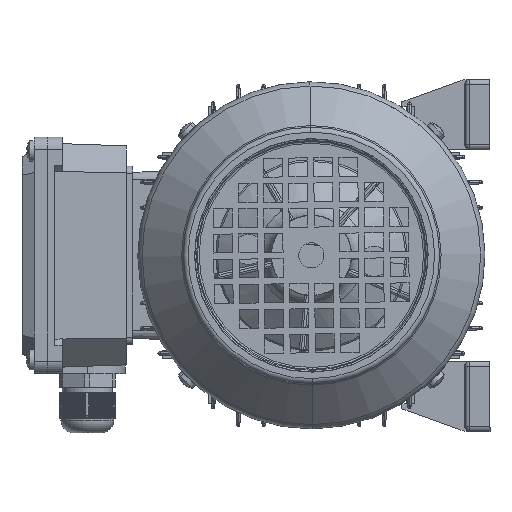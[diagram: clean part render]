
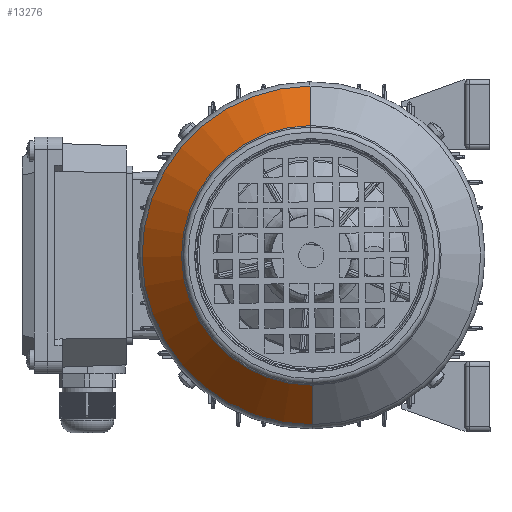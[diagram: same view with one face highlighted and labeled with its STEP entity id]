
A CAD part, left-side view. The second image highlights one B-rep face of the part: STEP entity #13276.
In plain terms, the highlighted conical face has half-angle 45 degrees and reference radius 51.586 mm.
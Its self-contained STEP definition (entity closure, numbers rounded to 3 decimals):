
#7743 = ORIENTED_EDGE ( 'NONE', *, *, #13198, .T. ) ;
#12754 = VERTEX_POINT ( 'NONE', #73211 ) ;
#12756 = VERTEX_POINT ( 'NONE', #73200 ) ;
#13053 = VERTEX_POINT ( 'NONE', #74372 ) ;
#13096 = EDGE_LOOP ( 'NONE', ( #13279, #7743, #13205, #13214 ) ) ;
#13187 = EDGE_CURVE ( 'NONE', #12756, #12754, #74937, .T. ) ;
#13198 = EDGE_CURVE ( 'NONE', #12754, #13053, #74863, .T. ) ;
#13205 = ORIENTED_EDGE ( 'NONE', *, *, #13207, .F. ) ;
#13207 = EDGE_CURVE ( 'NONE', #13211, #13053, #74846, .T. ) ;
#13211 = VERTEX_POINT ( 'NONE', #75020 ) ;
#13214 = ORIENTED_EDGE ( 'NONE', *, *, #13216, .F. ) ;
#13216 = EDGE_CURVE ( 'NONE', #12756, #13211, #75015, .T. ) ;
#13276 = ADVANCED_FACE ( 'NONE', ( #75212 ), #75199, .T. ) ;
#13279 = ORIENTED_EDGE ( 'NONE', *, *, #13187, .T. ) ;
#73200 = CARTESIAN_POINT ( 'NONE',  ( 69.414, 0., 51.586 ) ) ;
#73211 = CARTESIAN_POINT ( 'NONE',  ( 69.414, 0., -51.586 ) ) ;
#74372 = CARTESIAN_POINT ( 'NONE',  ( 53.713, 0., -67.287 ) ) ;
#74846 = CIRCLE ( 'NONE', #75030, 67.287 ) ;
#74857 = DIRECTION ( 'NONE',  ( -0.707, 0., -0.707 ) ) ;
#74858 = VECTOR ( 'NONE', #74857, 1000. ) ;
#74860 = CARTESIAN_POINT ( 'NONE',  ( 69.414, 0., -51.586 ) ) ;
#74863 = LINE ( 'NONE', #74860, #74858 ) ;
#74927 = DIRECTION ( 'NONE',  ( 0., 0., 1. ) ) ;
#74929 = DIRECTION ( 'NONE',  ( -1., 0., 0. ) ) ;
#74930 = CARTESIAN_POINT ( 'NONE',  ( 69.414, 0., 0. ) ) ;
#74932 = AXIS2_PLACEMENT_3D ( 'NONE', #74930, #74929, #74927 ) ;
#74937 = CIRCLE ( 'NONE', #74932, 51.586 ) ;
#75008 = DIRECTION ( 'NONE',  ( -0.707, 0., 0.707 ) ) ;
#75010 = VECTOR ( 'NONE', #75008, 1000. ) ;
#75012 = CARTESIAN_POINT ( 'NONE',  ( 69.414, 0., 51.586 ) ) ;
#75015 = LINE ( 'NONE', #75012, #75010 ) ;
#75020 = CARTESIAN_POINT ( 'NONE',  ( 53.713, 0., 67.287 ) ) ;
#75023 = DIRECTION ( 'NONE',  ( 0., 0., 1. ) ) ;
#75026 = DIRECTION ( 'NONE',  ( -1., 0., 0. ) ) ;
#75028 = CARTESIAN_POINT ( 'NONE',  ( 53.713, 0., 0. ) ) ;
#75030 = AXIS2_PLACEMENT_3D ( 'NONE', #75028, #75026, #75023 ) ;
#75183 = DIRECTION ( 'NONE',  ( 0., 0., 1. ) ) ;
#75185 = DIRECTION ( 'NONE',  ( -1., 0., 0. ) ) ;
#75186 = CARTESIAN_POINT ( 'NONE',  ( 69.414, 0., 0. ) ) ;
#75189 = AXIS2_PLACEMENT_3D ( 'NONE', #75186, #75185, #75183 ) ;
#75199 = CONICAL_SURFACE ( 'NONE', #75189, 51.586, 0.785 ) ;
#75212 = FACE_OUTER_BOUND ( 'NONE', #13096, .T. ) ;
